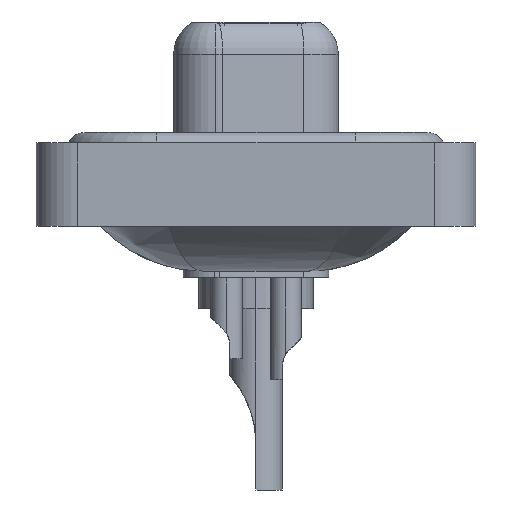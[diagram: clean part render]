
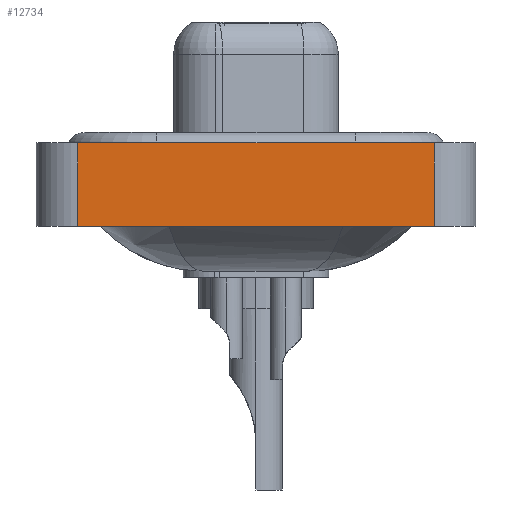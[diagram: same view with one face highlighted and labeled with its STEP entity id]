
A CAD part, left-side view. The second image highlights one B-rep face of the part: STEP entity #12734.
In plain terms, the highlighted planar face has unit normal (-1, 0, 0).
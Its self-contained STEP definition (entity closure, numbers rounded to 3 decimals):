
#560 = LINE ( 'NONE', #14598, #19215 ) ;
#702 = CARTESIAN_POINT ( 'NONE',  ( -7.3, 8.55, 0.4 ) ) ;
#891 = LINE ( 'NONE', #4683, #19638 ) ;
#1155 = VERTEX_POINT ( 'NONE', #12934 ) ;
#3990 = EDGE_LOOP ( 'NONE', ( #22126, #8015, #9157, #5972 ) ) ;
#4033 = FACE_OUTER_BOUND ( 'NONE', #3990, .T. ) ;
#4540 = VERTEX_POINT ( 'NONE', #16273 ) ;
#4683 = CARTESIAN_POINT ( 'NONE',  ( -7.3, -8.55, -3.6 ) ) ;
#5258 = CARTESIAN_POINT ( 'NONE',  ( -7.3, -8.55, -3.6 ) ) ;
#5972 = ORIENTED_EDGE ( 'NONE', *, *, #22108, .T. ) ;
#6330 = DIRECTION ( 'NONE',  ( -1., 0., 0. ) ) ;
#6707 = EDGE_CURVE ( 'NONE', #13987, #12679, #11174, .T. ) ;
#7623 = VECTOR ( 'NONE', #18189, 1000. ) ;
#8015 = ORIENTED_EDGE ( 'NONE', *, *, #20916, .F. ) ;
#9157 = ORIENTED_EDGE ( 'NONE', *, *, #6707, .F. ) ;
#9163 = LINE ( 'NONE', #5258, #12660 ) ;
#9757 = PLANE ( 'NONE',  #18831 ) ;
#10664 = DIRECTION ( 'NONE',  ( 0., -1., 0. ) ) ;
#11174 = LINE ( 'NONE', #14413, #7623 ) ;
#12660 = VECTOR ( 'NONE', #10664, 1000. ) ;
#12679 = VERTEX_POINT ( 'NONE', #702 ) ;
#12734 = ADVANCED_FACE ( 'NONE', ( #4033 ), #9757, .T. ) ;
#12934 = CARTESIAN_POINT ( 'NONE',  ( -7.3, -8.55, 0.4 ) ) ;
#13408 = CARTESIAN_POINT ( 'NONE',  ( -7.3, 8.55, -3.6 ) ) ;
#13987 = VERTEX_POINT ( 'NONE', #13408 ) ;
#14413 = CARTESIAN_POINT ( 'NONE',  ( -7.3, 8.55, -3.6 ) ) ;
#14598 = CARTESIAN_POINT ( 'NONE',  ( -7.3, -8.55, 0.4 ) ) ;
#14960 = DIRECTION ( 'NONE',  ( 0., 0., 1. ) ) ;
#16273 = CARTESIAN_POINT ( 'NONE',  ( -7.3, -8.55, -3.6 ) ) ;
#18189 = DIRECTION ( 'NONE',  ( 0., 0., 1. ) ) ;
#18731 = CARTESIAN_POINT ( 'NONE',  ( -7.3, -8.55, -3.6 ) ) ;
#18831 = AXIS2_PLACEMENT_3D ( 'NONE', #18731, #6330, #14960 ) ;
#19215 = VECTOR ( 'NONE', #21582, 1000. ) ;
#19638 = VECTOR ( 'NONE', #20191, 1000. ) ;
#20191 = DIRECTION ( 'NONE',  ( 0., 0., 1. ) ) ;
#20916 = EDGE_CURVE ( 'NONE', #12679, #1155, #560, .T. ) ;
#21582 = DIRECTION ( 'NONE',  ( 0., -1., 0. ) ) ;
#22108 = EDGE_CURVE ( 'NONE', #13987, #4540, #9163, .T. ) ;
#22126 = ORIENTED_EDGE ( 'NONE', *, *, #22445, .T. ) ;
#22445 = EDGE_CURVE ( 'NONE', #4540, #1155, #891, .T. ) ;
